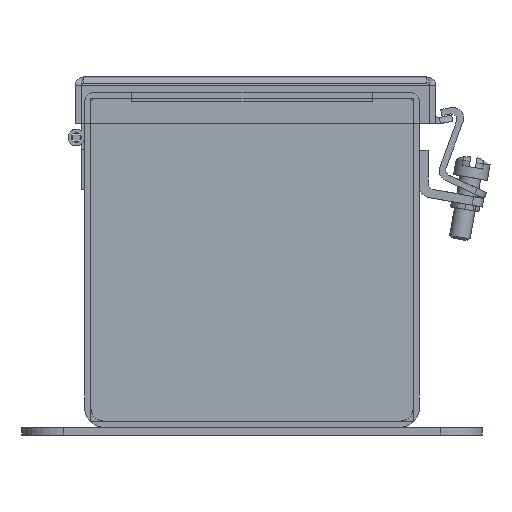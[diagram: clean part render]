
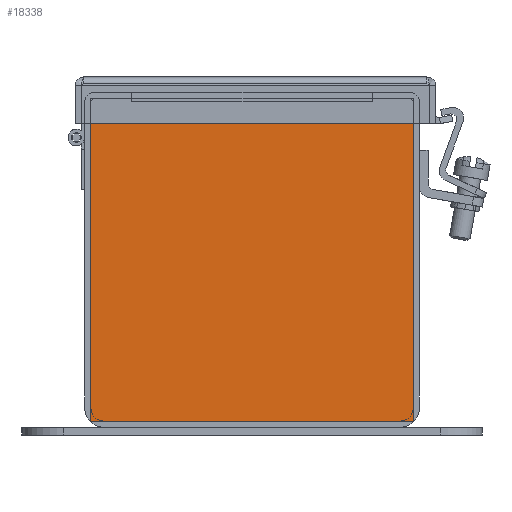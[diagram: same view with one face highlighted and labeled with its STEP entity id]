
A CAD part, left-side view. The second image highlights one B-rep face of the part: STEP entity #18338.
In plain terms, the highlighted planar face has unit normal (-1, 0, 0).
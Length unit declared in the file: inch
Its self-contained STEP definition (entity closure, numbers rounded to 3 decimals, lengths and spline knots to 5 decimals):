
#171 = EDGE_CURVE ( 'NONE', #41697, #58663, #36695, .T. ) ;
#831 = VECTOR ( 'NONE', #8807, 39.37008 ) ;
#941 = VECTOR ( 'NONE', #43628, 39.37008 ) ;
#1149 = EDGE_CURVE ( 'NONE', #28877, #24311, #65699, .T. ) ;
#2127 = VERTEX_POINT ( 'NONE', #22198 ) ;
#2415 = DIRECTION ( 'NONE',  ( 0., 0., 1. ) ) ;
#4384 = EDGE_CURVE ( 'NONE', #66303, #41358, #53599, .T. ) ;
#4772 = DIRECTION ( 'NONE',  ( 0., 1., 0. ) ) ;
#4966 = CARTESIAN_POINT ( 'NONE',  ( -1.70918, -0.69125, 1.79079 ) ) ;
#5450 = LINE ( 'NONE', #54660, #941 ) ;
#7061 = ORIENTED_EDGE ( 'NONE', *, *, #66084, .T. ) ;
#8807 = DIRECTION ( 'NONE',  ( 0., 0., 1. ) ) ;
#8964 = VECTOR ( 'NONE', #70243, 39.37008 ) ;
#9580 = ORIENTED_EDGE ( 'NONE', *, *, #4384, .F. ) ;
#9731 = CARTESIAN_POINT ( 'NONE',  ( -1.70918, -0.69145, 1.82204 ) ) ;
#9836 = ORIENTED_EDGE ( 'NONE', *, *, #58729, .F. ) ;
#9862 = PLANE ( 'NONE',  #33178 ) ;
#10082 = ORIENTED_EDGE ( 'NONE', *, *, #13124, .T. ) ;
#10360 = CARTESIAN_POINT ( 'NONE',  ( -1.70918, 2.18895, 1.79059 ) ) ;
#10676 = CARTESIAN_POINT ( 'NONE',  ( -1.70918, -0.69125, 1.79059 ) ) ;
#12678 = VECTOR ( 'NONE', #4772, 39.37008 ) ;
#12697 = ORIENTED_EDGE ( 'NONE', *, *, #1149, .T. ) ;
#13124 = EDGE_CURVE ( 'NONE', #38709, #59643, #60348, .T. ) ;
#13155 = ORIENTED_EDGE ( 'NONE', *, *, #41669, .F. ) ;
#13277 = LINE ( 'NONE', #58052, #71359 ) ;
#18338 = ADVANCED_FACE ( 'NONE', ( #47658 ), #9862, .F. ) ;
#18448 = CARTESIAN_POINT ( 'NONE',  ( -1.70918, 2.18875, 1.79059 ) ) ;
#20914 = CARTESIAN_POINT ( 'NONE',  ( -1.70918, 2.18875, 1.79059 ) ) ;
#22198 = CARTESIAN_POINT ( 'NONE',  ( -1.70918, 2.18895, 1.82204 ) ) ;
#22313 = DIRECTION ( 'NONE',  ( 0., 0., -1. ) ) ;
#22569 = CARTESIAN_POINT ( 'NONE',  ( -1.70918, 0.74875, -0.10396 ) ) ;
#23989 = VECTOR ( 'NONE', #22313, 39.37008 ) ;
#24270 = ORIENTED_EDGE ( 'NONE', *, *, #42423, .F. ) ;
#24311 = VERTEX_POINT ( 'NONE', #10360 ) ;
#24726 = ORIENTED_EDGE ( 'NONE', *, *, #49750, .F. ) ;
#25000 = DIRECTION ( 'NONE',  ( 0., 1., 0. ) ) ;
#25821 = VECTOR ( 'NONE', #62918, 39.37008 ) ;
#28422 = DIRECTION ( 'NONE',  ( 1., 0., 0. ) ) ;
#28877 = VERTEX_POINT ( 'NONE', #18448 ) ;
#29084 = ORIENTED_EDGE ( 'NONE', *, *, #70004, .F. ) ;
#30978 = LINE ( 'NONE', #53770, #56706 ) ;
#32881 = CARTESIAN_POINT ( 'NONE',  ( -1.70918, -0.69145, 1.79059 ) ) ;
#33178 = AXIS2_PLACEMENT_3D ( 'NONE', #22569, #28422, #51198 ) ;
#34683 = LINE ( 'NONE', #48753, #39337 ) ;
#35995 = LINE ( 'NONE', #52893, #44773 ) ;
#36695 = LINE ( 'NONE', #63506, #831 ) ;
#38522 = LINE ( 'NONE', #55450, #64884 ) ;
#38709 = VERTEX_POINT ( 'NONE', #50287 ) ;
#38900 = DIRECTION ( 'NONE',  ( 0., 0., -1. ) ) ;
#39337 = VECTOR ( 'NONE', #43288, 39.37008 ) ;
#41358 = VERTEX_POINT ( 'NONE', #55912 ) ;
#41669 = EDGE_CURVE ( 'NONE', #69246, #70957, #38522, .T. ) ;
#41697 = VERTEX_POINT ( 'NONE', #10676 ) ;
#42238 = EDGE_LOOP ( 'NONE', ( #44388, #42846, #24270, #64587, #12697, #7061, #29084, #9580, #9836, #13155, #24726, #10082 ) ) ;
#42423 = EDGE_CURVE ( 'NONE', #62441, #58663, #34683, .T. ) ;
#42846 = ORIENTED_EDGE ( 'NONE', *, *, #171, .T. ) ;
#42955 = CARTESIAN_POINT ( 'NONE',  ( -1.70918, 2.67475, -0.10396 ) ) ;
#43097 = CARTESIAN_POINT ( 'NONE',  ( -1.70918, 2.18875, 1.79079 ) ) ;
#43288 = DIRECTION ( 'NONE',  ( 0., -1., 0. ) ) ;
#43628 = DIRECTION ( 'NONE',  ( 0., -1., 0. ) ) ;
#44003 = LINE ( 'NONE', #60871, #23989 ) ;
#44388 = ORIENTED_EDGE ( 'NONE', *, *, #52939, .T. ) ;
#44773 = VECTOR ( 'NONE', #25000, 39.37008 ) ;
#45700 = LINE ( 'NONE', #63274, #25821 ) ;
#45978 = DIRECTION ( 'NONE',  ( 0., -1., 0. ) ) ;
#47658 = FACE_OUTER_BOUND ( 'NONE', #42238, .T. ) ;
#48046 = DIRECTION ( 'NONE',  ( 0., 0., 1. ) ) ;
#48753 = CARTESIAN_POINT ( 'NONE',  ( -1.70918, 0.74875, 1.79079 ) ) ;
#48878 = VECTOR ( 'NONE', #48046, 39.37008 ) ;
#49357 = CARTESIAN_POINT ( 'NONE',  ( -1.70918, -1.17725, 1.82204 ) ) ;
#49750 = EDGE_CURVE ( 'NONE', #38709, #69246, #5450, .T. ) ;
#50287 = CARTESIAN_POINT ( 'NONE',  ( -1.70918, -0.69145, 1.82204 ) ) ;
#51198 = DIRECTION ( 'NONE',  ( 0., 1., 0. ) ) ;
#52893 = CARTESIAN_POINT ( 'NONE',  ( -1.70918, -0.69145, 1.79059 ) ) ;
#52939 = EDGE_CURVE ( 'NONE', #59643, #41697, #35995, .T. ) ;
#53599 = LINE ( 'NONE', #42955, #48878 ) ;
#53770 = CARTESIAN_POINT ( 'NONE',  ( -1.70918, 2.18895, 1.79059 ) ) ;
#54660 = CARTESIAN_POINT ( 'NONE',  ( -1.70918, 0.74875, 1.82204 ) ) ;
#54683 = EDGE_CURVE ( 'NONE', #62441, #28877, #44003, .T. ) ;
#55450 = CARTESIAN_POINT ( 'NONE',  ( -1.70918, -1.17725, -0.10396 ) ) ;
#55912 = CARTESIAN_POINT ( 'NONE',  ( -1.70918, 2.67475, 1.82204 ) ) ;
#56706 = VECTOR ( 'NONE', #2415, 39.37008 ) ;
#58052 = CARTESIAN_POINT ( 'NONE',  ( -1.70918, 0.74875, 1.82204 ) ) ;
#58663 = VERTEX_POINT ( 'NONE', #4966 ) ;
#58729 = EDGE_CURVE ( 'NONE', #70957, #66303, #45700, .T. ) ;
#58821 = CARTESIAN_POINT ( 'NONE',  ( -1.70918, 2.67475, -2.02996 ) ) ;
#59643 = VERTEX_POINT ( 'NONE', #32881 ) ;
#60348 = LINE ( 'NONE', #9731, #8964 ) ;
#60871 = CARTESIAN_POINT ( 'NONE',  ( -1.70918, 2.18875, 1.82204 ) ) ;
#62441 = VERTEX_POINT ( 'NONE', #43097 ) ;
#62918 = DIRECTION ( 'NONE',  ( 0., 1., 0. ) ) ;
#63274 = CARTESIAN_POINT ( 'NONE',  ( -1.70918, 0.74875, -2.02996 ) ) ;
#63477 = CARTESIAN_POINT ( 'NONE',  ( -1.70918, -1.17725, -2.02996 ) ) ;
#63506 = CARTESIAN_POINT ( 'NONE',  ( -1.70918, -0.69125, 1.79059 ) ) ;
#64587 = ORIENTED_EDGE ( 'NONE', *, *, #54683, .T. ) ;
#64884 = VECTOR ( 'NONE', #38900, 39.37008 ) ;
#65699 = LINE ( 'NONE', #20914, #12678 ) ;
#66084 = EDGE_CURVE ( 'NONE', #24311, #2127, #30978, .T. ) ;
#66303 = VERTEX_POINT ( 'NONE', #58821 ) ;
#69246 = VERTEX_POINT ( 'NONE', #49357 ) ;
#70004 = EDGE_CURVE ( 'NONE', #41358, #2127, #13277, .T. ) ;
#70243 = DIRECTION ( 'NONE',  ( 0., 0., -1. ) ) ;
#70957 = VERTEX_POINT ( 'NONE', #63477 ) ;
#71359 = VECTOR ( 'NONE', #45978, 39.37008 ) ;
